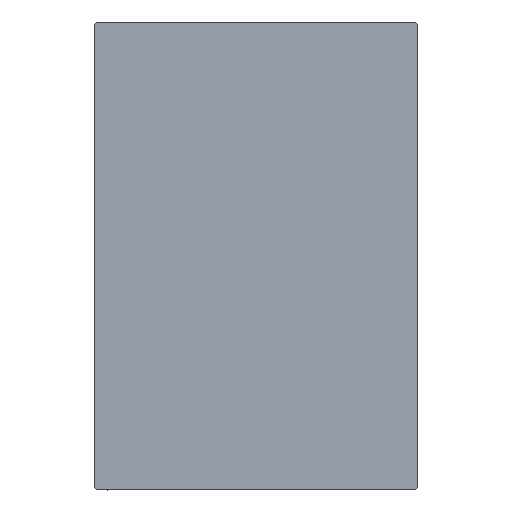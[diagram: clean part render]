
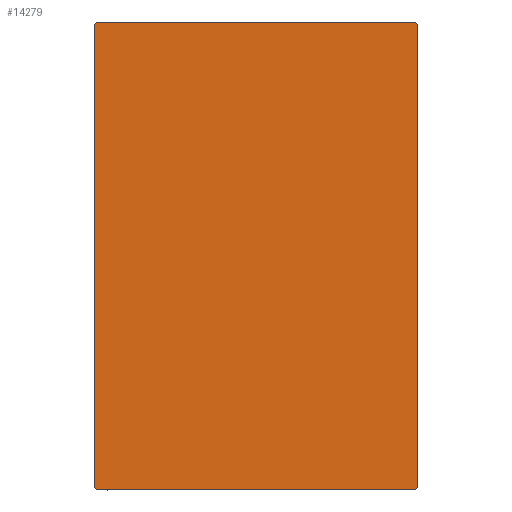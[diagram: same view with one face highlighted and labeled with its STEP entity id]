
A CAD part, left-side view. The second image highlights one B-rep face of the part: STEP entity #14279.
In plain terms, the highlighted face is planar.
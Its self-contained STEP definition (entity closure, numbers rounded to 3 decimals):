
#871 = ORIENTED_EDGE ( 'NONE', *, *, #8146, .T. ) ;
#1241 = CARTESIAN_POINT ( 'NONE',  ( 100., -27.35, 27.35 ) ) ;
#1564 = DIRECTION ( 'NONE',  ( 0., 0., 1. ) ) ;
#1647 = LINE ( 'NONE', #12193, #8834 ) ;
#1837 = ORIENTED_EDGE ( 'NONE', *, *, #17882, .T. ) ;
#1996 = VERTEX_POINT ( 'NONE', #38898 ) ;
#2678 = VECTOR ( 'NONE', #22101, 1000. ) ;
#2876 = CARTESIAN_POINT ( 'NONE',  ( 100., -22.2, 32.5 ) ) ;
#3460 = CARTESIAN_POINT ( 'NONE',  ( 100., 0., 0. ) ) ;
#4237 = VECTOR ( 'NONE', #37398, 1000. ) ;
#4336 = VERTEX_POINT ( 'NONE', #24983 ) ;
#5895 = CARTESIAN_POINT ( 'NONE',  ( 100., -22.2, -32.5 ) ) ;
#6290 = VECTOR ( 'NONE', #9166, 1000. ) ;
#7505 = ORIENTED_EDGE ( 'NONE', *, *, #27453, .T. ) ;
#7871 = VERTEX_POINT ( 'NONE', #5895 ) ;
#8146 = EDGE_CURVE ( 'NONE', #4336, #20246, #13446, .T. ) ;
#8834 = VECTOR ( 'NONE', #29033, 1000. ) ;
#9166 = DIRECTION ( 'NONE',  ( 0., 0.707, -0.707 ) ) ;
#10892 = ORIENTED_EDGE ( 'NONE', *, *, #43534, .T. ) ;
#11117 = LINE ( 'NONE', #1241, #2678 ) ;
#12193 = CARTESIAN_POINT ( 'NONE',  ( 100., 27.35, -27.35 ) ) ;
#12373 = CARTESIAN_POINT ( 'NONE',  ( 100., 22.5, 32.5 ) ) ;
#12602 = CARTESIAN_POINT ( 'NONE',  ( 100., 22.5, 32.2 ) ) ;
#12988 = CARTESIAN_POINT ( 'NONE',  ( 100., -22.5, -32.5 ) ) ;
#13289 = EDGE_CURVE ( 'NONE', #16854, #4336, #11117, .T. ) ;
#13446 = LINE ( 'NONE', #40828, #41956 ) ;
#13780 = DIRECTION ( 'NONE',  ( 0., 0., -1. ) ) ;
#14279 = ADVANCED_FACE ( 'NONE', ( #24747 ), #34214, .T. ) ;
#15521 = ORIENTED_EDGE ( 'NONE', *, *, #22280, .T. ) ;
#16854 = VERTEX_POINT ( 'NONE', #2876 ) ;
#17143 = DIRECTION ( 'NONE',  ( 1., 0., 0. ) ) ;
#17272 = ORIENTED_EDGE ( 'NONE', *, *, #28518, .T. ) ;
#17882 = EDGE_CURVE ( 'NONE', #20246, #7871, #18827, .T. ) ;
#18007 = VECTOR ( 'NONE', #26697, 1000. ) ;
#18471 = VERTEX_POINT ( 'NONE', #12602 ) ;
#18827 = LINE ( 'NONE', #39926, #6290 ) ;
#19518 = DIRECTION ( 'NONE',  ( 0., 0., -1. ) ) ;
#19538 = DIRECTION ( 'NONE',  ( 0., -1., 0. ) ) ;
#20113 = ORIENTED_EDGE ( 'NONE', *, *, #13289, .T. ) ;
#20246 = VERTEX_POINT ( 'NONE', #23423 ) ;
#22101 = DIRECTION ( 'NONE',  ( 0., -0.707, -0.707 ) ) ;
#22280 = EDGE_CURVE ( 'NONE', #18471, #24700, #23473, .T. ) ;
#23423 = CARTESIAN_POINT ( 'NONE',  ( 100., -22.5, -32.2 ) ) ;
#23473 = LINE ( 'NONE', #40100, #4237 ) ;
#24184 = LINE ( 'NONE', #12988, #18007 ) ;
#24700 = VERTEX_POINT ( 'NONE', #31324 ) ;
#24747 = FACE_OUTER_BOUND ( 'NONE', #29337, .T. ) ;
#24983 = CARTESIAN_POINT ( 'NONE',  ( 100., -22.5, 32.2 ) ) ;
#26034 = CARTESIAN_POINT ( 'NONE',  ( 100., 22.5, -32.5 ) ) ;
#26697 = DIRECTION ( 'NONE',  ( 0., 1., 0. ) ) ;
#27453 = EDGE_CURVE ( 'NONE', #1996, #18471, #32311, .T. ) ;
#28013 = VECTOR ( 'NONE', #1564, 1000. ) ;
#28518 = EDGE_CURVE ( 'NONE', #7871, #37304, #24184, .T. ) ;
#29033 = DIRECTION ( 'NONE',  ( 0., 0.707, 0.707 ) ) ;
#29337 = EDGE_LOOP ( 'NONE', ( #17272, #10892, #7505, #15521, #33037, #20113, #871, #1837 ) ) ;
#29968 = EDGE_CURVE ( 'NONE', #24700, #16854, #36612, .T. ) ;
#31324 = CARTESIAN_POINT ( 'NONE',  ( 100., 22.2, 32.5 ) ) ;
#32201 = CARTESIAN_POINT ( 'NONE',  ( 100., 22.2, -32.5 ) ) ;
#32311 = LINE ( 'NONE', #26034, #28013 ) ;
#33037 = ORIENTED_EDGE ( 'NONE', *, *, #29968, .T. ) ;
#34214 = PLANE ( 'NONE',  #40718 ) ;
#36612 = LINE ( 'NONE', #12373, #38871 ) ;
#37304 = VERTEX_POINT ( 'NONE', #32201 ) ;
#37398 = DIRECTION ( 'NONE',  ( 0., -0.707, 0.707 ) ) ;
#38871 = VECTOR ( 'NONE', #19538, 1000. ) ;
#38898 = CARTESIAN_POINT ( 'NONE',  ( 100., 22.5, -32.2 ) ) ;
#39926 = CARTESIAN_POINT ( 'NONE',  ( 100., -27.35, -27.35 ) ) ;
#40100 = CARTESIAN_POINT ( 'NONE',  ( 100., 27.35, 27.35 ) ) ;
#40718 = AXIS2_PLACEMENT_3D ( 'NONE', #3460, #17143, #13780 ) ;
#40828 = CARTESIAN_POINT ( 'NONE',  ( 100., -22.5, 32.5 ) ) ;
#41956 = VECTOR ( 'NONE', #19518, 1000. ) ;
#43534 = EDGE_CURVE ( 'NONE', #37304, #1996, #1647, .T. ) ;
